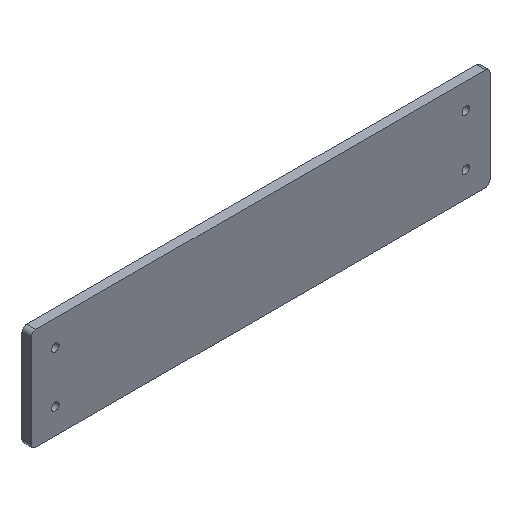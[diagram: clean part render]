
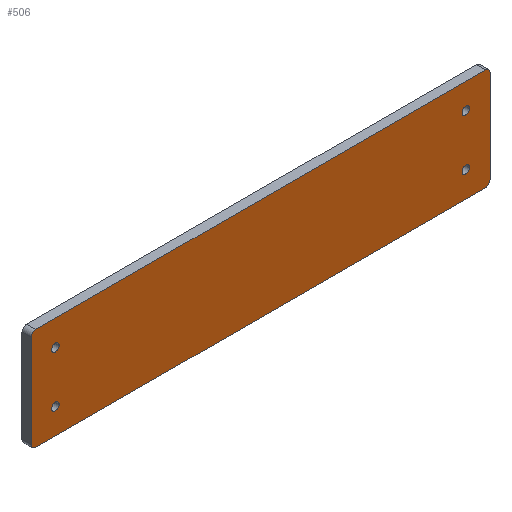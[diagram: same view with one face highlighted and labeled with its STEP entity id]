
A CAD part, isometric view. The second image highlights one B-rep face of the part: STEP entity #506.
In plain terms, the highlighted planar face has unit normal (0, -1, 0).
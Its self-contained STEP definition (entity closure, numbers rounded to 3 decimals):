
#280=CARTESIAN_POINT('',(188.25,-80.,152.475));
#281=VERTEX_POINT('',#280);
#288=CARTESIAN_POINT('',(186.6,-80.,152.475));
#289=DIRECTION('',(0.,-1.,0.));
#290=DIRECTION('',(1.,0.,0.));
#291=AXIS2_PLACEMENT_3D('',#288,#289,#290);
#292=CIRCLE('',#291,1.65);
#293=EDGE_CURVE('',#281,#281,#292,.T.);
#305=CARTESIAN_POINT('',(176.1,-80.,183.805));
#306=VERTEX_POINT('',#305);
#307=CARTESIAN_POINT('',(176.1,-80.,143.355));
#308=VERTEX_POINT('',#307);
#309=CARTESIAN_POINT('',(176.1,-80.,183.805));
#310=DIRECTION('',(0.,0.,-1.));
#311=VECTOR('',#310,40.45);
#312=LINE('',#309,#311);
#313=EDGE_CURVE('',#306,#308,#312,.T.);
#336=CARTESIAN_POINT('',(375.9,-80.,183.805));
#337=VERTEX_POINT('',#336);
#338=CARTESIAN_POINT('',(375.9,-80.,143.355));
#339=VERTEX_POINT('',#338);
#340=CARTESIAN_POINT('',(375.9,-80.,183.805));
#341=DIRECTION('',(0.,0.,-1.));
#342=VECTOR('',#341,40.45);
#343=LINE('',#340,#342);
#344=EDGE_CURVE('',#337,#339,#343,.T.);
#367=CARTESIAN_POINT('',(367.05,-80.,152.475));
#368=VERTEX_POINT('',#367);
#375=CARTESIAN_POINT('',(365.4,-80.,152.475));
#376=DIRECTION('',(-0.,1.,-0.));
#377=DIRECTION('',(1.,0.,0.));
#378=AXIS2_PLACEMENT_3D('',#375,#376,#377);
#379=CIRCLE('',#378,1.65);
#380=EDGE_CURVE('',#368,#368,#379,.T.);
#392=CARTESIAN_POINT('',(178.1,-80.,141.355));
#393=VERTEX_POINT('',#392);
#394=CARTESIAN_POINT('',(178.1,-80.,143.355));
#395=DIRECTION('',(0.,-1.,0.));
#396=DIRECTION('',(1.,0.,0.));
#397=AXIS2_PLACEMENT_3D('',#394,#395,#396);
#398=CIRCLE('',#397,2.);
#399=EDGE_CURVE('',#308,#393,#398,.T.);
#417=CARTESIAN_POINT('',(373.9,-80.,141.355));
#418=VERTEX_POINT('',#417);
#419=CARTESIAN_POINT('',(373.9,-80.,143.355));
#420=DIRECTION('',(0.,-1.,0.));
#421=DIRECTION('',(1.,0.,0.));
#422=AXIS2_PLACEMENT_3D('',#419,#420,#421);
#423=CIRCLE('',#422,2.);
#424=EDGE_CURVE('',#418,#339,#423,.T.);
#437=CARTESIAN_POINT('',(250.1,-80.,89.));
#438=DIRECTION('',(0.,-1.,0.));
#439=DIRECTION('',(0.,0.,-1.));
#440=AXIS2_PLACEMENT_3D('',#437,#438,#439);
#441=PLANE('',#440);
#442=CARTESIAN_POINT('',(178.1,-80.,185.805));
#443=VERTEX_POINT('',#442);
#444=CARTESIAN_POINT('',(178.1,-80.,183.805));
#445=DIRECTION('',(0.,-1.,0.));
#446=DIRECTION('',(1.,0.,0.));
#447=AXIS2_PLACEMENT_3D('',#444,#445,#446);
#448=CIRCLE('',#447,2.);
#449=EDGE_CURVE('',#443,#306,#448,.T.);
#450=ORIENTED_EDGE('',*,*,#449,.T.);
#451=ORIENTED_EDGE('',*,*,#313,.T.);
#452=ORIENTED_EDGE('',*,*,#399,.T.);
#453=CARTESIAN_POINT('',(373.9,-80.,141.355));
#454=DIRECTION('',(-1.,-0.,0.));
#455=VECTOR('',#454,195.8);
#456=LINE('',#453,#455);
#457=EDGE_CURVE('',#418,#393,#456,.T.);
#458=ORIENTED_EDGE('',*,*,#457,.F.);
#459=ORIENTED_EDGE('',*,*,#424,.T.);
#460=ORIENTED_EDGE('',*,*,#344,.F.);
#461=CARTESIAN_POINT('',(373.9,-80.,185.805));
#462=VERTEX_POINT('',#461);
#463=CARTESIAN_POINT('',(373.9,-80.,183.805));
#464=DIRECTION('',(0.,-1.,0.));
#465=DIRECTION('',(1.,0.,0.));
#466=AXIS2_PLACEMENT_3D('',#463,#464,#465);
#467=CIRCLE('',#466,2.);
#468=EDGE_CURVE('',#337,#462,#467,.T.);
#469=ORIENTED_EDGE('',*,*,#468,.T.);
#470=CARTESIAN_POINT('',(373.9,-80.,185.805));
#471=DIRECTION('',(-1.,-0.,0.));
#472=VECTOR('',#471,195.8);
#473=LINE('',#470,#472);
#474=EDGE_CURVE('',#462,#443,#473,.T.);
#475=ORIENTED_EDGE('',*,*,#474,.T.);
#476=EDGE_LOOP('',(#450,#451,#452,#458,#459,#460,#469,#475));
#477=FACE_BOUND('',#476,.T.);
#478=ORIENTED_EDGE('',*,*,#293,.F.);
#479=EDGE_LOOP('',(#478));
#480=FACE_BOUND('',#479,.T.);
#481=ORIENTED_EDGE('',*,*,#380,.T.);
#482=EDGE_LOOP('',(#481));
#483=FACE_BOUND('',#482,.T.);
#484=CARTESIAN_POINT('',(188.25,-80.,174.725));
#485=VERTEX_POINT('',#484);
#486=CARTESIAN_POINT('',(186.6,-80.,174.725));
#487=DIRECTION('',(0.,-1.,0.));
#488=DIRECTION('',(1.,0.,0.));
#489=AXIS2_PLACEMENT_3D('',#486,#487,#488);
#490=CIRCLE('',#489,1.65);
#491=EDGE_CURVE('',#485,#485,#490,.T.);
#492=ORIENTED_EDGE('',*,*,#491,.F.);
#493=EDGE_LOOP('',(#492));
#494=FACE_BOUND('',#493,.T.);
#495=CARTESIAN_POINT('',(367.05,-80.,174.725));
#496=VERTEX_POINT('',#495);
#497=CARTESIAN_POINT('',(365.4,-80.,174.725));
#498=DIRECTION('',(-0.,1.,-0.));
#499=DIRECTION('',(1.,0.,0.));
#500=AXIS2_PLACEMENT_3D('',#497,#498,#499);
#501=CIRCLE('',#500,1.65);
#502=EDGE_CURVE('',#496,#496,#501,.T.);
#503=ORIENTED_EDGE('',*,*,#502,.T.);
#504=EDGE_LOOP('',(#503));
#505=FACE_BOUND('',#504,.T.);
#506=ADVANCED_FACE('',(#477,#480,#483,#494,#505),#441,.T.);
